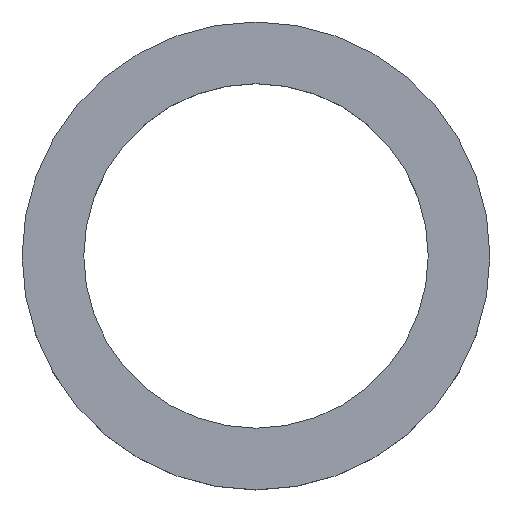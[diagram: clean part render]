
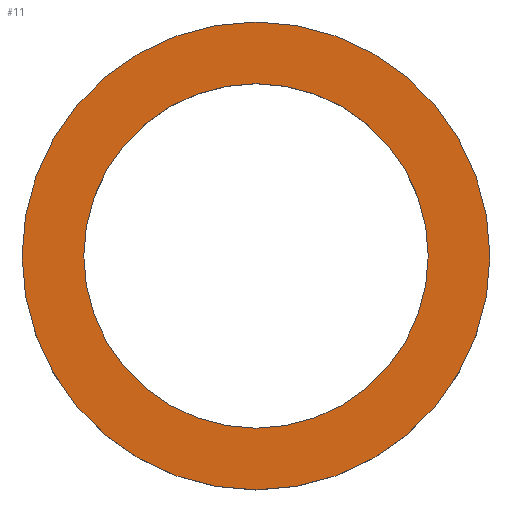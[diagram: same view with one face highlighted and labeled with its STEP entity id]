
A CAD part, top view. The second image highlights one B-rep face of the part: STEP entity #11.
In plain terms, the highlighted planar face has unit normal (0, 0, 1).
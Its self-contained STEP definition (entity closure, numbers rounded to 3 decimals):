
#11 = ADVANCED_FACE ( 'NONE', ( #92, #89 ), #154, .T. ) ;
#13 = CARTESIAN_POINT ( 'NONE',  ( 11., 0., 3.5 ) ) ;
#33 = CARTESIAN_POINT ( 'NONE',  ( 0., 0., 3.5 ) ) ;
#38 = DIRECTION ( 'NONE',  ( 0., 0., 1. ) ) ;
#41 = EDGE_CURVE ( 'NONE', #70, #108, #65, .T. ) ;
#42 = EDGE_CURVE ( 'NONE', #158, #173, #107, .T. ) ;
#43 = ORIENTED_EDGE ( 'NONE', *, *, #42, .T. ) ;
#45 = EDGE_LOOP ( 'NONE', ( #43, #143 ) ) ;
#49 = DIRECTION ( 'NONE',  ( 0., 0., 1. ) ) ;
#54 = EDGE_CURVE ( 'NONE', #173, #158, #180, .T. ) ;
#61 = EDGE_LOOP ( 'NONE', ( #109, #138 ) ) ;
#64 = CARTESIAN_POINT ( 'NONE',  ( 0., 0., 3.5 ) ) ;
#65 = CIRCLE ( 'NONE', #190, 8.1 ) ;
#66 = CARTESIAN_POINT ( 'NONE',  ( 0., 0., 3.5 ) ) ;
#67 = DIRECTION ( 'NONE',  ( 0., 0., 1. ) ) ;
#70 = VERTEX_POINT ( 'NONE', #112 ) ;
#74 = AXIS2_PLACEMENT_3D ( 'NONE', #66, #49, #148 ) ;
#79 = DIRECTION ( 'NONE',  ( 0., 0., 1. ) ) ;
#80 = DIRECTION ( 'NONE',  ( 1., 0., 0. ) ) ;
#89 = FACE_BOUND ( 'NONE', #61, .T. ) ;
#92 = FACE_OUTER_BOUND ( 'NONE', #45, .T. ) ;
#96 = CARTESIAN_POINT ( 'NONE',  ( -11., 0., 3.5 ) ) ;
#102 = CARTESIAN_POINT ( 'NONE',  ( 0., 0., 3.5 ) ) ;
#107 = CIRCLE ( 'NONE', #74, 11. ) ;
#108 = VERTEX_POINT ( 'NONE', #196 ) ;
#109 = ORIENTED_EDGE ( 'NONE', *, *, #202, .F. ) ;
#112 = CARTESIAN_POINT ( 'NONE',  ( 8.1, 0., 3.5 ) ) ;
#130 = AXIS2_PLACEMENT_3D ( 'NONE', #131, #177, #80 ) ;
#131 = CARTESIAN_POINT ( 'NONE',  ( 0., 0., 3.5 ) ) ;
#134 = AXIS2_PLACEMENT_3D ( 'NONE', #64, #67, #213 ) ;
#138 = ORIENTED_EDGE ( 'NONE', *, *, #41, .F. ) ;
#143 = ORIENTED_EDGE ( 'NONE', *, *, #54, .T. ) ;
#148 = DIRECTION ( 'NONE',  ( 1., 0., 0. ) ) ;
#150 = CIRCLE ( 'NONE', #201, 8.1 ) ;
#154 = PLANE ( 'NONE',  #130 ) ;
#158 = VERTEX_POINT ( 'NONE', #96 ) ;
#166 = DIRECTION ( 'NONE',  ( 1., 0., 0. ) ) ;
#173 = VERTEX_POINT ( 'NONE', #13 ) ;
#175 = DIRECTION ( 'NONE',  ( 1., 0., 0. ) ) ;
#177 = DIRECTION ( 'NONE',  ( 0., 0., 1. ) ) ;
#180 = CIRCLE ( 'NONE', #134, 11. ) ;
#190 = AXIS2_PLACEMENT_3D ( 'NONE', #33, #79, #175 ) ;
#196 = CARTESIAN_POINT ( 'NONE',  ( -8.1, 0., 3.5 ) ) ;
#201 = AXIS2_PLACEMENT_3D ( 'NONE', #102, #38, #166 ) ;
#202 = EDGE_CURVE ( 'NONE', #108, #70, #150, .T. ) ;
#213 = DIRECTION ( 'NONE',  ( 1., 0., 0. ) ) ;
